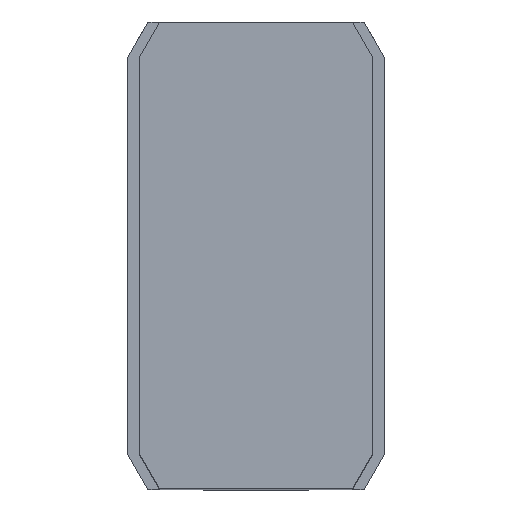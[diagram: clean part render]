
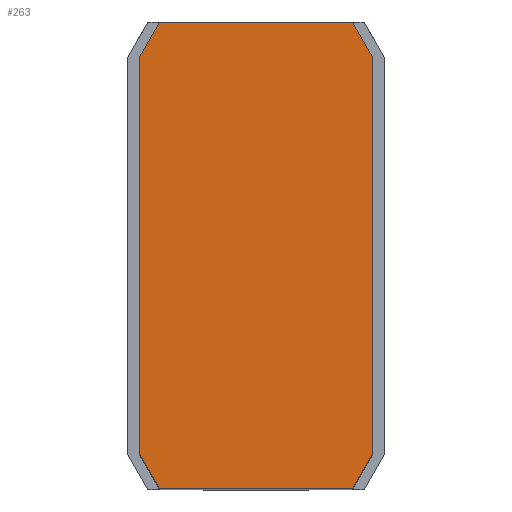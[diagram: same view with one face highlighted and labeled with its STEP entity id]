
A CAD part, top view. The second image highlights one B-rep face of the part: STEP entity #263.
In plain terms, the highlighted planar face has unit normal (0, 0, 1).
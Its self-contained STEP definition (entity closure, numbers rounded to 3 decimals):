
#165=VERTEX_POINT('',#451);
#177=EDGE_CURVE('',#307,#363,#465,.T.);
#203=EDGE_CURVE('',#215,#225,#494,.T.);
#215=VERTEX_POINT('',#506);
#219=VERTEX_POINT('',#510);
#225=VERTEX_POINT('',#517);
#261=EDGE_CURVE('',#219,#377,#556,.T.);
#263=ADVANCED_FACE('',(#558),#559,.T.);
#277=EDGE_CURVE('',#375,#377,#574,.T.);
#281=EDGE_CURVE('',#165,#375,#578,.T.);
#307=VERTEX_POINT('',#607);
#341=EDGE_CURVE('',#225,#307,#644,.T.);
#349=EDGE_CURVE('',#219,#215,#654,.T.);
#363=VERTEX_POINT('',#669);
#371=EDGE_CURVE('',#363,#165,#678,.T.);
#375=VERTEX_POINT('',#682);
#377=VERTEX_POINT('',#684);
#451=CARTESIAN_POINT('',(8.268,20.0,7.));
#465=LINE('',#776,#777);
#494=LINE('',#817,#818);
#506=CARTESIAN_POINT('',(-8.268,-20.0,7.));
#510=CARTESIAN_POINT('',(-10.,-17.0,7.));
#517=CARTESIAN_POINT('',(8.268,-20.0,7.));
#556=LINE('',#905,#906);
#558=FACE_OUTER_BOUND('',#908,.T.);
#559=PLANE('',#909);
#574=LINE('',#931,#932);
#578=LINE('',#939,#940);
#607=CARTESIAN_POINT('',(10.0,-17.0,7.));
#644=LINE('',#1033,#1034);
#654=LINE('',#1047,#1048);
#669=CARTESIAN_POINT('',(10.0,17.0,7.));
#678=LINE('',#1083,#1084);
#682=CARTESIAN_POINT('',(-8.268,20.0,7.));
#684=CARTESIAN_POINT('',(-10.,17.0,7.));
#776=CARTESIAN_POINT('',(10.0,-20.0,7.0));
#777=VECTOR('',#1191,1.0);
#817=CARTESIAN_POINT('',(-10.,-20.0,7.0));
#818=VECTOR('',#1223,1.0);
#905=CARTESIAN_POINT('',(-10.,-20.0,7.0));
#906=VECTOR('',#1278,1.0);
#908=EDGE_LOOP('',(#1280,#1281,#1282,#1283,#1284,#1285,#1286,#1287));
#909=AXIS2_PLACEMENT_3D('',#1288,#1289,#1290);
#931=CARTESIAN_POINT('',(-14.645,8.955,7.0));
#932=VECTOR('',#1312,1.0);
#939=CARTESIAN_POINT('',(-10.,20.0,7.0));
#940=VECTOR('',#1314,1.0);
#1033=CARTESIAN_POINT('',(8.484,-19.625,7.0));
#1034=VECTOR('',#1384,1.0);
#1047=CARTESIAN_POINT('',(-6.85,-22.455,7.0));
#1048=VECTOR('',#1402,1.0);
#1083=CARTESIAN_POINT('',(18.011,3.125,7.0));
#1084=VECTOR('',#1424,1.0);
#1191=DIRECTION('',(0.0,1.0,0.0));
#1223=DIRECTION('',(1.0,0.0,0.0));
#1278=DIRECTION('',(0.0,1.0,0.0));
#1280=ORIENTED_EDGE('',*,*,#371,.T.);
#1281=ORIENTED_EDGE('',*,*,#281,.T.);
#1282=ORIENTED_EDGE('',*,*,#277,.T.);
#1283=ORIENTED_EDGE('',*,*,#261,.F.);
#1284=ORIENTED_EDGE('',*,*,#349,.T.);
#1285=ORIENTED_EDGE('',*,*,#203,.T.);
#1286=ORIENTED_EDGE('',*,*,#341,.T.);
#1287=ORIENTED_EDGE('',*,*,#177,.T.);
#1288=CARTESIAN_POINT('',(10.0,-20.0,7.0));
#1289=DIRECTION('',(0.0,-0.0,1.0));
#1290=DIRECTION('',(0.0,1.0,0.0));
#1312=DIRECTION('',(-0.5,-0.866,0.0));
#1314=DIRECTION('',(-1.0,0.0,0.0));
#1384=DIRECTION('',(0.5,0.866,0.0));
#1402=DIRECTION('',(0.5,-0.866,0.0));
#1424=DIRECTION('',(-0.5,0.866,0.0));
